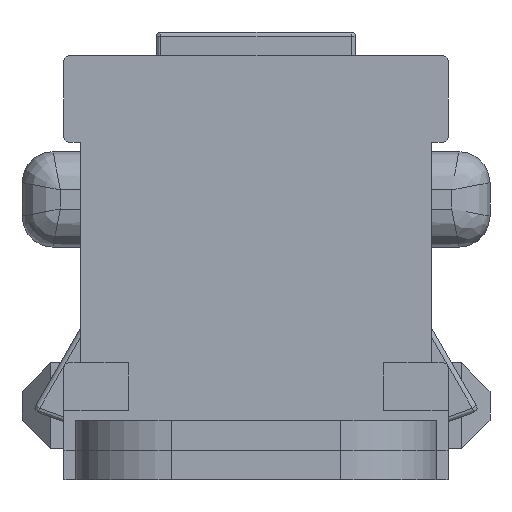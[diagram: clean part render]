
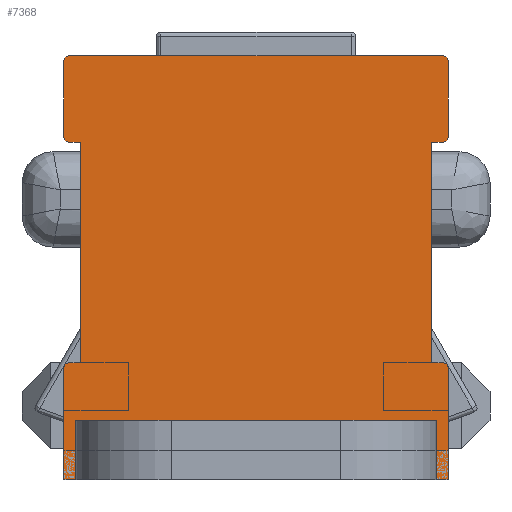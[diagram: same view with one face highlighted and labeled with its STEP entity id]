
A CAD part, left-side view. The second image highlights one B-rep face of the part: STEP entity #7368.
In plain terms, the highlighted planar face has unit normal (-1, 0, 0).
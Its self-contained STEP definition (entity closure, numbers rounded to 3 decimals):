
#177=CIRCLE('',#7905,0.2);
#178=CIRCLE('',#7906,0.2);
#179=CIRCLE('',#7907,0.2);
#180=CIRCLE('',#7908,0.2);
#181=CIRCLE('',#7909,0.2);
#182=CIRCLE('',#7910,0.2);
#582=FACE_OUTER_BOUND('',#995,.T.);
#995=EDGE_LOOP('',(#6062,#6063,#6064,#6065,#6066,#6067,#6068,#6069,#6070,
#6071,#6072,#6073,#6074,#6075,#6076,#6077,#6078,#6079,#6080,#6081,#6082,
#6083));
#1723=LINE('',#11786,#2618);
#1724=LINE('',#11790,#2619);
#1725=LINE('',#11794,#2620);
#1726=LINE('',#11796,#2621);
#1727=LINE('',#11798,#2622);
#1728=LINE('',#11802,#2623);
#1729=LINE('',#11804,#2624);
#1730=LINE('',#11806,#2625);
#1731=LINE('',#11808,#2626);
#1732=LINE('',#11810,#2627);
#1733=LINE('',#11812,#2628);
#1734=LINE('',#11814,#2629);
#1735=LINE('',#11818,#2630);
#1736=LINE('',#11820,#2631);
#1737=LINE('',#11822,#2632);
#1738=LINE('',#11826,#2633);
#2618=VECTOR('',#9442,10.);
#2619=VECTOR('',#9445,10.);
#2620=VECTOR('',#9448,10.);
#2621=VECTOR('',#9449,10.);
#2622=VECTOR('',#9450,10.);
#2623=VECTOR('',#9453,10.);
#2624=VECTOR('',#9454,10.);
#2625=VECTOR('',#9455,10.);
#2626=VECTOR('',#9456,10.);
#2627=VECTOR('',#9457,10.);
#2628=VECTOR('',#9458,10.);
#2629=VECTOR('',#9459,10.);
#2630=VECTOR('',#9462,10.);
#2631=VECTOR('',#9463,10.);
#2632=VECTOR('',#9464,10.);
#2633=VECTOR('',#9467,10.);
#3369=VERTEX_POINT('',#11784);
#3370=VERTEX_POINT('',#11785);
#3371=VERTEX_POINT('',#11787);
#3372=VERTEX_POINT('',#11789);
#3373=VERTEX_POINT('',#11791);
#3374=VERTEX_POINT('',#11793);
#3375=VERTEX_POINT('',#11795);
#3376=VERTEX_POINT('',#11797);
#3377=VERTEX_POINT('',#11799);
#3378=VERTEX_POINT('',#11801);
#3379=VERTEX_POINT('',#11803);
#3380=VERTEX_POINT('',#11805);
#3381=VERTEX_POINT('',#11807);
#3382=VERTEX_POINT('',#11809);
#3383=VERTEX_POINT('',#11811);
#3384=VERTEX_POINT('',#11813);
#3385=VERTEX_POINT('',#11815);
#3386=VERTEX_POINT('',#11817);
#3387=VERTEX_POINT('',#11819);
#3388=VERTEX_POINT('',#11821);
#3389=VERTEX_POINT('',#11823);
#3390=VERTEX_POINT('',#11825);
#4305=EDGE_CURVE('',#3369,#3370,#1723,.T.);
#4306=EDGE_CURVE('',#3370,#3371,#177,.T.);
#4307=EDGE_CURVE('',#3371,#3372,#1724,.T.);
#4308=EDGE_CURVE('',#3372,#3373,#178,.T.);
#4309=EDGE_CURVE('',#3373,#3374,#1725,.T.);
#4310=EDGE_CURVE('',#3374,#3375,#1726,.T.);
#4311=EDGE_CURVE('',#3375,#3376,#1727,.T.);
#4312=EDGE_CURVE('',#3376,#3377,#179,.T.);
#4313=EDGE_CURVE('',#3377,#3378,#1728,.T.);
#4314=EDGE_CURVE('',#3378,#3379,#1729,.T.);
#4315=EDGE_CURVE('',#3379,#3380,#1730,.T.);
#4316=EDGE_CURVE('',#3380,#3381,#1731,.T.);
#4317=EDGE_CURVE('',#3381,#3382,#1732,.T.);
#4318=EDGE_CURVE('',#3382,#3383,#1733,.T.);
#4319=EDGE_CURVE('',#3384,#3383,#1734,.T.);
#4320=EDGE_CURVE('',#3384,#3385,#180,.T.);
#4321=EDGE_CURVE('',#3385,#3386,#1735,.T.);
#4322=EDGE_CURVE('',#3386,#3387,#1736,.T.);
#4323=EDGE_CURVE('',#3387,#3388,#1737,.T.);
#4324=EDGE_CURVE('',#3388,#3389,#181,.T.);
#4325=EDGE_CURVE('',#3389,#3390,#1738,.T.);
#4326=EDGE_CURVE('',#3390,#3369,#182,.T.);
#6062=ORIENTED_EDGE('',*,*,#4305,.T.);
#6063=ORIENTED_EDGE('',*,*,#4306,.T.);
#6064=ORIENTED_EDGE('',*,*,#4307,.T.);
#6065=ORIENTED_EDGE('',*,*,#4308,.T.);
#6066=ORIENTED_EDGE('',*,*,#4309,.T.);
#6067=ORIENTED_EDGE('',*,*,#4310,.T.);
#6068=ORIENTED_EDGE('',*,*,#4311,.T.);
#6069=ORIENTED_EDGE('',*,*,#4312,.T.);
#6070=ORIENTED_EDGE('',*,*,#4313,.T.);
#6071=ORIENTED_EDGE('',*,*,#4314,.T.);
#6072=ORIENTED_EDGE('',*,*,#4315,.T.);
#6073=ORIENTED_EDGE('',*,*,#4316,.T.);
#6074=ORIENTED_EDGE('',*,*,#4317,.T.);
#6075=ORIENTED_EDGE('',*,*,#4318,.T.);
#6076=ORIENTED_EDGE('',*,*,#4319,.F.);
#6077=ORIENTED_EDGE('',*,*,#4320,.T.);
#6078=ORIENTED_EDGE('',*,*,#4321,.T.);
#6079=ORIENTED_EDGE('',*,*,#4322,.T.);
#6080=ORIENTED_EDGE('',*,*,#4323,.T.);
#6081=ORIENTED_EDGE('',*,*,#4324,.T.);
#6082=ORIENTED_EDGE('',*,*,#4325,.T.);
#6083=ORIENTED_EDGE('',*,*,#4326,.T.);
#6993=PLANE('',#7904);
#7368=ADVANCED_FACE('',(#582),#6993,.T.);
#7904=AXIS2_PLACEMENT_3D('',#11783,#9440,#9441);
#7905=AXIS2_PLACEMENT_3D('',#11788,#9443,#9444);
#7906=AXIS2_PLACEMENT_3D('',#11792,#9446,#9447);
#7907=AXIS2_PLACEMENT_3D('',#11800,#9451,#9452);
#7908=AXIS2_PLACEMENT_3D('',#11816,#9460,#9461);
#7909=AXIS2_PLACEMENT_3D('',#11824,#9465,#9466);
#7910=AXIS2_PLACEMENT_3D('',#11827,#9468,#9469);
#9440=DIRECTION('center_axis',(-1.,0.,0.));
#9441=DIRECTION('ref_axis',(0.,-1.,0.));
#9442=DIRECTION('',(0.,1.,0.));
#9443=DIRECTION('center_axis',(-1.,0.,0.));
#9444=DIRECTION('ref_axis',(0.,0.,1.));
#9445=DIRECTION('',(0.,0.,-1.));
#9446=DIRECTION('center_axis',(-1.,0.,0.));
#9447=DIRECTION('ref_axis',(0.,1.,0.));
#9448=DIRECTION('',(0.,-1.,0.));
#9449=DIRECTION('',(0.,0.,-1.));
#9450=DIRECTION('',(0.,1.,0.));
#9451=DIRECTION('center_axis',(-1.,0.,0.));
#9452=DIRECTION('ref_axis',(0.,0.,1.));
#9453=DIRECTION('',(0.,0.,-1.));
#9454=DIRECTION('',(0.,-1.,0.));
#9455=DIRECTION('',(0.,0.,1.));
#9456=DIRECTION('',(0.,-1.,0.));
#9457=DIRECTION('',(0.,0.,-1.));
#9458=DIRECTION('',(0.,-1.,0.));
#9459=DIRECTION('',(0.,0.,-1.));
#9460=DIRECTION('center_axis',(-1.,0.,0.));
#9461=DIRECTION('ref_axis',(0.,-1.,0.));
#9462=DIRECTION('',(0.,1.,0.));
#9463=DIRECTION('',(0.,0.,1.));
#9464=DIRECTION('',(0.,-1.,0.));
#9465=DIRECTION('center_axis',(-1.,0.,0.));
#9466=DIRECTION('ref_axis',(0.,0.,-1.));
#9467=DIRECTION('',(0.,0.,1.));
#9468=DIRECTION('center_axis',(-1.,0.,0.));
#9469=DIRECTION('ref_axis',(0.,-1.,0.));
#11783=CARTESIAN_POINT('Origin',(-1066.2,0.,10.015));
#11784=CARTESIAN_POINT('',(-1066.2,-7.835,17.73));
#11785=CARTESIAN_POINT('',(-1066.2,7.835,17.73));
#11786=CARTESIAN_POINT('',(-1066.2,-7.835,17.73));
#11787=CARTESIAN_POINT('',(-1066.2,8.035,17.53));
#11788=CARTESIAN_POINT('Origin',(-1066.2,7.835,17.53));
#11789=CARTESIAN_POINT('',(-1066.2,8.035,14.33));
#11790=CARTESIAN_POINT('',(-1066.2,8.035,17.53));
#11791=CARTESIAN_POINT('',(-1066.2,7.835,14.13));
#11792=CARTESIAN_POINT('Origin',(-1066.2,7.835,14.33));
#11793=CARTESIAN_POINT('',(-1066.2,7.335,14.13));
#11794=CARTESIAN_POINT('',(-1066.2,7.835,14.13));
#11795=CARTESIAN_POINT('',(-1066.2,7.335,4.9));
#11796=CARTESIAN_POINT('',(-1066.2,7.335,14.13));
#11797=CARTESIAN_POINT('',(-1066.2,7.835,4.9));
#11798=CARTESIAN_POINT('',(-1066.2,7.335,4.9));
#11799=CARTESIAN_POINT('',(-1066.2,8.035,4.7));
#11800=CARTESIAN_POINT('Origin',(-1066.2,7.835,4.7));
#11801=CARTESIAN_POINT('',(-1066.2,8.035,0.));
#11802=CARTESIAN_POINT('',(-1066.2,8.035,4.7));
#11803=CARTESIAN_POINT('',(-1066.2,7.535,0.));
#11804=CARTESIAN_POINT('',(-1066.2,3.768,0.));
#11805=CARTESIAN_POINT('',(-1066.2,7.535,2.5));
#11806=CARTESIAN_POINT('',(-1066.2,7.535,6.258));
#11807=CARTESIAN_POINT('',(-1066.2,-7.535,2.5));
#11808=CARTESIAN_POINT('',(-1066.2,-3.768,2.5));
#11809=CARTESIAN_POINT('',(-1066.2,-7.535,0.));
#11810=CARTESIAN_POINT('',(-1066.2,-7.535,1.3));
#11811=CARTESIAN_POINT('',(-1066.2,-8.035,0.));
#11812=CARTESIAN_POINT('',(-1066.2,-4.018,0.));
#11813=CARTESIAN_POINT('',(-1066.2,-8.035,4.7));
#11814=CARTESIAN_POINT('',(-1066.2,-8.035,1.3));
#11815=CARTESIAN_POINT('',(-1066.2,-7.835,4.9));
#11816=CARTESIAN_POINT('Origin',(-1066.2,-7.835,4.7));
#11817=CARTESIAN_POINT('',(-1066.2,-7.335,4.9));
#11818=CARTESIAN_POINT('',(-1066.2,-7.835,4.9));
#11819=CARTESIAN_POINT('',(-1066.2,-7.335,14.13));
#11820=CARTESIAN_POINT('',(-1066.2,-7.335,4.9));
#11821=CARTESIAN_POINT('',(-1066.2,-7.835,14.13));
#11822=CARTESIAN_POINT('',(-1066.2,-7.335,14.13));
#11823=CARTESIAN_POINT('',(-1066.2,-8.035,14.33));
#11824=CARTESIAN_POINT('Origin',(-1066.2,-7.835,14.33));
#11825=CARTESIAN_POINT('',(-1066.2,-8.035,17.53));
#11826=CARTESIAN_POINT('',(-1066.2,-8.035,14.33));
#11827=CARTESIAN_POINT('Origin',(-1066.2,-7.835,17.53));
